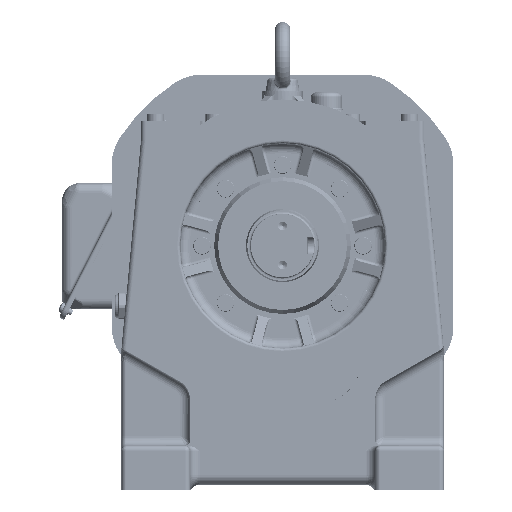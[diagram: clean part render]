
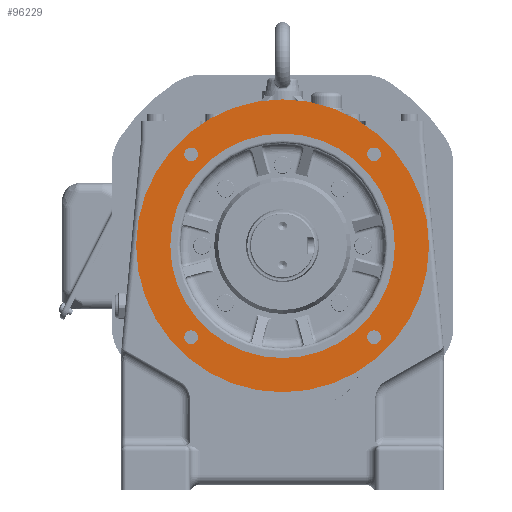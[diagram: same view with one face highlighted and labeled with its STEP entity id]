
A CAD part, front view. The second image highlights one B-rep face of the part: STEP entity #96229.
In plain terms, the highlighted planar face has unit normal (0, -1, 0).
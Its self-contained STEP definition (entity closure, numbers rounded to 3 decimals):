
#5648=PLANE('',#129022);
#44848=ORIENTED_EDGE('',*,*,#60775,.T.);
#44849=ORIENTED_EDGE('',*,*,#60776,.T.);
#44850=ORIENTED_EDGE('',*,*,#60777,.T.);
#44851=ORIENTED_EDGE('',*,*,#60778,.T.);
#44852=ORIENTED_EDGE('',*,*,#60774,.F.);
#44853=ORIENTED_EDGE('',*,*,#60779,.T.);
#60774=EDGE_CURVE('',#70397,#70397,#75295,.T.);
#60775=EDGE_CURVE('',#70398,#70398,#75296,.T.);
#60776=EDGE_CURVE('',#70399,#70399,#75297,.T.);
#60777=EDGE_CURVE('',#70400,#70400,#75298,.T.);
#60778=EDGE_CURVE('',#70401,#70401,#75299,.T.);
#60779=EDGE_CURVE('',#70402,#70402,#75300,.T.);
#70397=VERTEX_POINT('',#204207);
#70398=VERTEX_POINT('',#204210);
#70399=VERTEX_POINT('',#204212);
#70400=VERTEX_POINT('',#204214);
#70401=VERTEX_POINT('',#204216);
#70402=VERTEX_POINT('',#204218);
#75295=CIRCLE('',#129021,115.);
#75296=CIRCLE('',#129023,7.);
#75297=CIRCLE('',#129024,7.);
#75298=CIRCLE('',#129025,7.);
#75299=CIRCLE('',#129026,7.);
#75300=CIRCLE('',#129027,150.);
#81351=EDGE_LOOP('',(#44848));
#81352=EDGE_LOOP('',(#44849));
#81353=EDGE_LOOP('',(#44850));
#81354=EDGE_LOOP('',(#44851));
#81355=EDGE_LOOP('',(#44852));
#81356=EDGE_LOOP('',(#44853));
#88128=FACE_BOUND('',#81351,.T.);
#88129=FACE_BOUND('',#81352,.T.);
#88130=FACE_BOUND('',#81353,.T.);
#88131=FACE_BOUND('',#81354,.T.);
#88132=FACE_BOUND('',#81355,.T.);
#88133=FACE_BOUND('',#81356,.T.);
#96229=ADVANCED_FACE('',(#88128,#88129,#88130,#88131,#88132,#88133),#5648,
 .T.);
#129021=AXIS2_PLACEMENT_3D('',#204206,#153703,#153704);
#129022=AXIS2_PLACEMENT_3D('',#204208,#153705,#153706);
#129023=AXIS2_PLACEMENT_3D('',#204209,#153707,#153708);
#129024=AXIS2_PLACEMENT_3D('',#204211,#153709,#153710);
#129025=AXIS2_PLACEMENT_3D('',#204213,#153711,#153712);
#129026=AXIS2_PLACEMENT_3D('',#204215,#153713,#153714);
#129027=AXIS2_PLACEMENT_3D('',#204217,#153715,#153716);
#153703=DIRECTION('',(0.,-1.,0.));
#153704=DIRECTION('',(0.,0.,1.));
#153705=DIRECTION('',(0.,-1.,0.));
#153706=DIRECTION('',(0.,0.,1.));
#153707=DIRECTION('',(0.,1.,0.));
#153708=DIRECTION('',(0.,0.,-1.));
#153709=DIRECTION('',(0.,1.,0.));
#153710=DIRECTION('',(-1.,0.,0.));
#153711=DIRECTION('',(0.,1.,0.));
#153712=DIRECTION('',(0.,0.,1.));
#153713=DIRECTION('',(0.,1.,0.));
#153714=DIRECTION('',(1.,0.,0.));
#153715=DIRECTION('',(0.,-1.,0.));
#153716=DIRECTION('',(0.,0.,1.));
#204206=CARTESIAN_POINT('',(0.,-307.,-0.23));
#204207=CARTESIAN_POINT('',(0.,-307.,114.77));
#204208=CARTESIAN_POINT('',(0.,-307.,114.77));
#204209=CARTESIAN_POINT('',(93.692,-307.,-93.922));
#204210=CARTESIAN_POINT('',(93.692,-307.,-100.922));
#204211=CARTESIAN_POINT('',(-93.692,-307.,-93.922));
#204212=CARTESIAN_POINT('',(-100.692,-307.,-93.922));
#204213=CARTESIAN_POINT('',(-93.692,-307.,93.461));
#204214=CARTESIAN_POINT('',(-93.692,-307.,100.461));
#204215=CARTESIAN_POINT('',(93.692,-307.,93.461));
#204216=CARTESIAN_POINT('',(100.692,-307.,93.461));
#204217=CARTESIAN_POINT('',(0.,-307.,-0.23));
#204218=CARTESIAN_POINT('',(0.,-307.,149.77));
